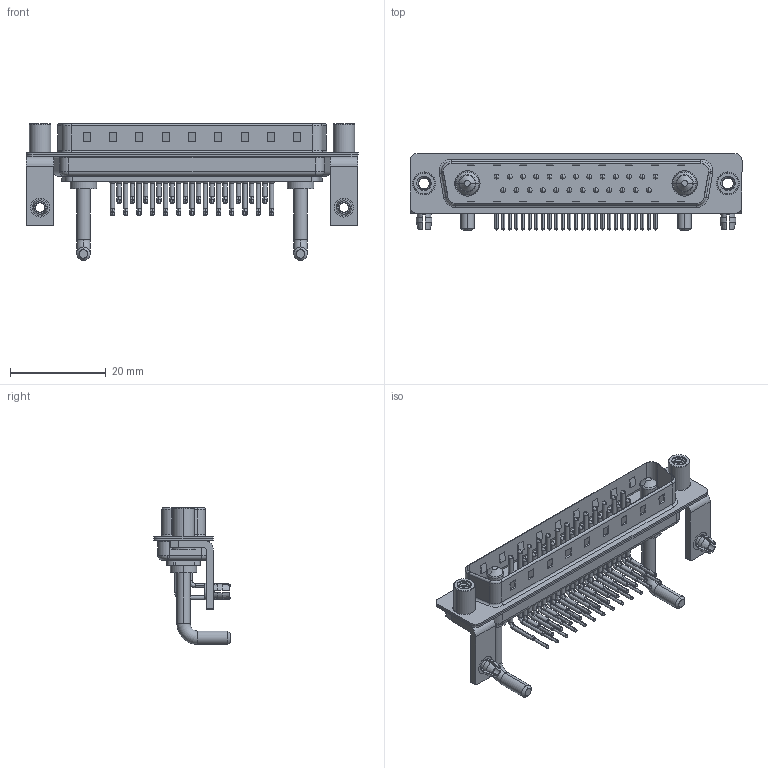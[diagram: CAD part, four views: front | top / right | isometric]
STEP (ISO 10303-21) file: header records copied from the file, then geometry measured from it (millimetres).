
FILE_DESCRIPTION (( 'STEP AP203' ), '1' );
FILE_NAME ('629-27W2250-2N5.STEP', '2022-05-16T15:23:45', ( '' ), ( '' ), 'SwSTEP 2.0', 'SolidWorks 2020', '' );
FILE_SCHEMA (( 'CONFIG_CONTROL_DESIGN' ));
Length unit declared in the file: millimetre
Products named in the file (10): 629Combo Contact Row 1; 629-27W2250-2N5; 629Combo Shell Rear_37 Contacts; 629Combo Shell Front_37 Contacts; 629Combo Threaded Standoff_5; 629Combo Housing_27W2; 629Combo Board Lock; 629Combo Contact Row 2; 629Combo Stabilizer Bracket; Power Pin_Ext 20A RA
Assembly tree (36 placements, depth 2):
  629-27W2250-2N5
    629Combo Housing_27W2
    629Combo Shell Rear_37 Contacts
    629Combo Shell Front_37 Contacts
    629Combo Stabilizer Bracket  x2
    629Combo Board Lock  x2
    629Combo Threaded Standoff_5  x2
    Power Pin_Ext 20A RA  x2
    629Combo Contact Row 1  x13
    629Combo Contact Row 2  x12
Bounding box: 69.4 x 16.05 x 28.63 mm (x, y, z)
Volume: 4758.5 mm3; surface area: 11351.6 mm2
Topology: 38 solids, 38 shells, 3428 faces, 9501 edges, 6172 vertices
Faces by surface type: plane 1893, cylinder 1175, bspline 158, cone 144, torus 58
Entity records: 31981 total; most frequent: CARTESIAN_POINT 7034, DIRECTION 5038, ORIENTED_EDGE 4696, EDGE_CURVE 2348, AXIS2_PLACEMENT_3D 1837, VERTEX_POINT 1519, VECTOR 1364, LINE 1364
